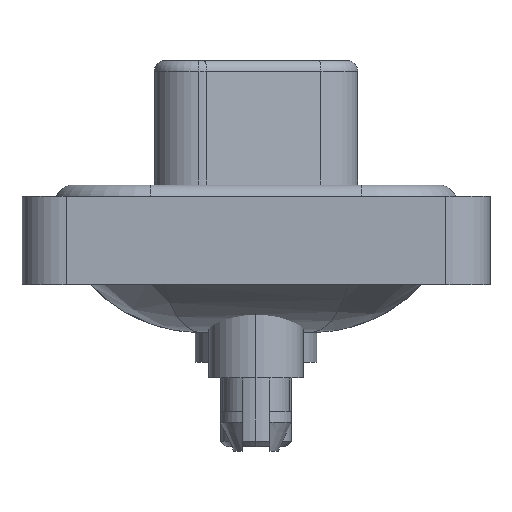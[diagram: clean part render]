
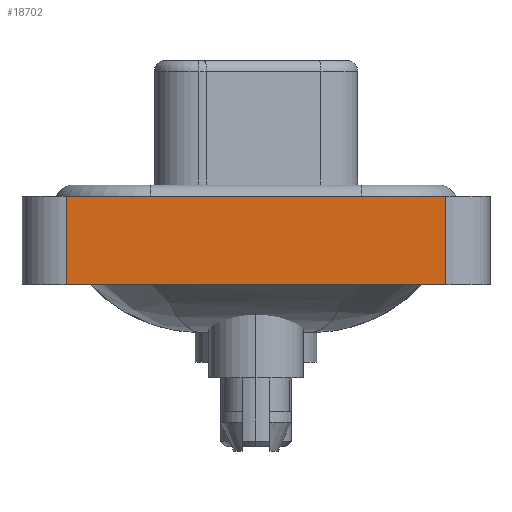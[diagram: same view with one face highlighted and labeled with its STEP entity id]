
A CAD part, left-side view. The second image highlights one B-rep face of the part: STEP entity #18702.
In plain terms, the highlighted planar face has unit normal (-1, 0, 0).
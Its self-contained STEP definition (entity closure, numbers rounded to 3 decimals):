
#1171 = DIRECTION ( 'NONE',  ( -1., 0., 0. ) ) ;
#1595 = VECTOR ( 'NONE', #9654, 1000. ) ;
#1635 = EDGE_LOOP ( 'NONE', ( #19970, #15656, #13928, #9834 ) ) ;
#2395 = VERTEX_POINT ( 'NONE', #5001 ) ;
#2694 = CARTESIAN_POINT ( 'NONE',  ( -7.25, -8.55, -3.6 ) ) ;
#3121 = CARTESIAN_POINT ( 'NONE',  ( -7.25, 8.55, 0.4 ) ) ;
#3479 = AXIS2_PLACEMENT_3D ( 'NONE', #21879, #1171, #7849 ) ;
#3577 = EDGE_CURVE ( 'NONE', #2395, #6292, #13186, .T. ) ;
#3696 = CARTESIAN_POINT ( 'NONE',  ( -7.25, -8.55, 0.4 ) ) ;
#4481 = CARTESIAN_POINT ( 'NONE',  ( -7.25, -8.55, 0.4 ) ) ;
#5001 = CARTESIAN_POINT ( 'NONE',  ( -7.25, 8.55, -3.6 ) ) ;
#5060 = EDGE_CURVE ( 'NONE', #2395, #19619, #14263, .T. ) ;
#5541 = VERTEX_POINT ( 'NONE', #3696 ) ;
#6101 = LINE ( 'NONE', #4481, #1595 ) ;
#6292 = VERTEX_POINT ( 'NONE', #8488 ) ;
#7536 = VECTOR ( 'NONE', #20206, 1000. ) ;
#7849 = DIRECTION ( 'NONE',  ( 0., 0., 1. ) ) ;
#8488 = CARTESIAN_POINT ( 'NONE',  ( -7.25, -8.55, -3.6 ) ) ;
#9387 = DIRECTION ( 'NONE',  ( 0., 0., 1. ) ) ;
#9654 = DIRECTION ( 'NONE',  ( 0., -1., 0. ) ) ;
#9834 = ORIENTED_EDGE ( 'NONE', *, *, #3577, .T. ) ;
#10486 = VECTOR ( 'NONE', #15570, 1000. ) ;
#13186 = LINE ( 'NONE', #2694, #7536 ) ;
#13376 = PLANE ( 'NONE',  #3479 ) ;
#13928 = ORIENTED_EDGE ( 'NONE', *, *, #5060, .F. ) ;
#14263 = LINE ( 'NONE', #15635, #21190 ) ;
#15097 = FACE_OUTER_BOUND ( 'NONE', #1635, .T. ) ;
#15570 = DIRECTION ( 'NONE',  ( 0., 0., 1. ) ) ;
#15635 = CARTESIAN_POINT ( 'NONE',  ( -7.25, 8.55, -3.6 ) ) ;
#15656 = ORIENTED_EDGE ( 'NONE', *, *, #17856, .F. ) ;
#16962 = CARTESIAN_POINT ( 'NONE',  ( -7.25, -8.55, -3.6 ) ) ;
#17856 = EDGE_CURVE ( 'NONE', #19619, #5541, #6101, .T. ) ;
#18702 = ADVANCED_FACE ( 'NONE', ( #15097 ), #13376, .T. ) ;
#19198 = EDGE_CURVE ( 'NONE', #6292, #5541, #22484, .T. ) ;
#19619 = VERTEX_POINT ( 'NONE', #3121 ) ;
#19970 = ORIENTED_EDGE ( 'NONE', *, *, #19198, .T. ) ;
#20206 = DIRECTION ( 'NONE',  ( 0., -1., 0. ) ) ;
#21190 = VECTOR ( 'NONE', #9387, 1000. ) ;
#21879 = CARTESIAN_POINT ( 'NONE',  ( -7.25, -8.55, -3.6 ) ) ;
#22484 = LINE ( 'NONE', #16962, #10486 ) ;
